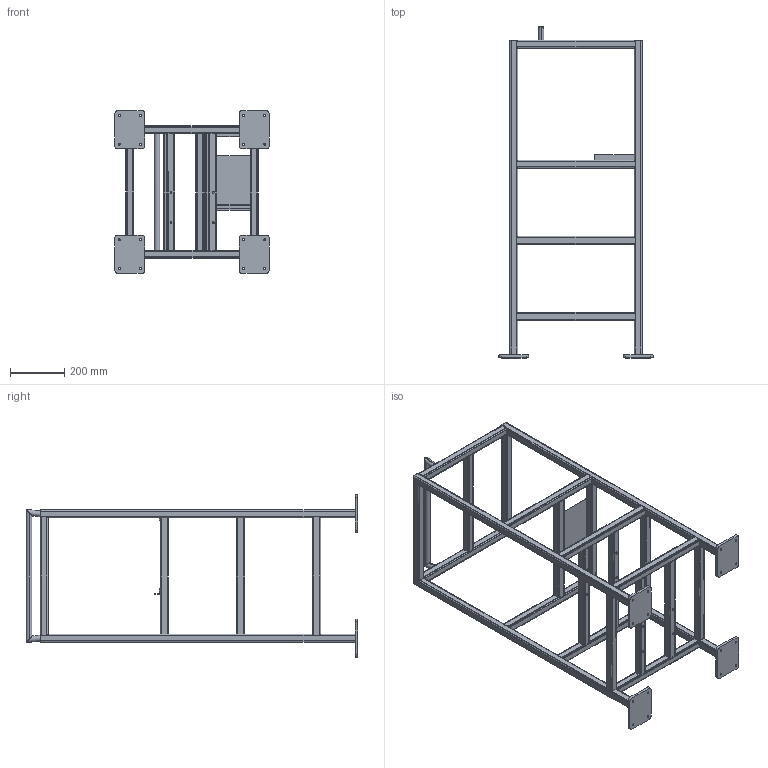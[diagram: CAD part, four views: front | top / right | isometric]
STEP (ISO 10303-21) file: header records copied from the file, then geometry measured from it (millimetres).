
FILE_DESCRIPTION (( 'STEP AP214' ), '1' );
FILE_NAME ('Frame revised step 4.STEP', '2024-04-20T11:18:28', ( '' ), ( '' ), 'SwSTEP 2.0', 'SolidWorks 2022', '' );
FILE_SCHEMA (( 'AUTOMOTIVE_DESIGN' ));
Length unit declared in the file: millimetre
Products named in the file (1): Frame revised step 4
Bounding box: 567 x 1219.85 x 597 mm (x, y, z)
Volume: 4267555.8 mm3; surface area: 3029394.8 mm2
Topology: 34 solids, 34 shells, 698 faces, 1690 edges, 1020 vertices
Faces by surface type: cylinder 370, plane 328
Entity records: 26319 total; most frequent: CARTESIAN_POINT 6367, ORIENTED_EDGE 3380, DIRECTION 2980, EDGE_CURVE 1690, VECTOR 1110, LINE 1110, VERTEX_POINT 1020, AXIS2_PLACEMENT_3D 935
